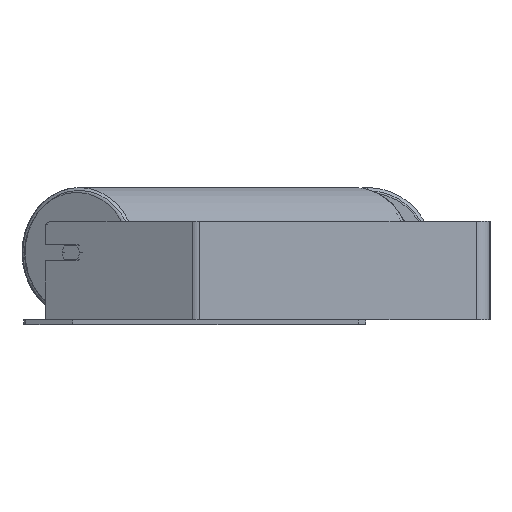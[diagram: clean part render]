
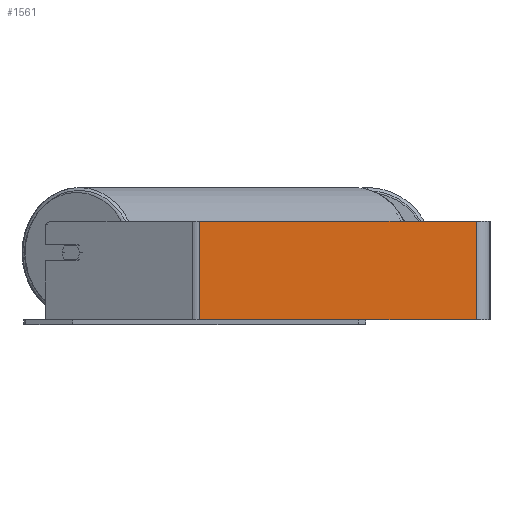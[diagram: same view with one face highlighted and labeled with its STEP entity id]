
A CAD part, left-side view. The second image highlights one B-rep face of the part: STEP entity #1561.
In plain terms, the highlighted planar face has unit normal (-1, 0, 0).
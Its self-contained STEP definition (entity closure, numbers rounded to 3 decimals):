
#10 = LINE ( 'NONE', #694, #2817 ) ;
#579 = EDGE_CURVE ( 'NONE', #8364, #5520, #8070, .T. ) ;
#694 = CARTESIAN_POINT ( 'NONE',  ( -900., 295.75, 50. ) ) ;
#943 = DIRECTION ( 'NONE',  ( 1., 0., 0. ) ) ;
#1294 = EDGE_CURVE ( 'NONE', #5592, #5520, #9092, .T. ) ;
#1561 = ADVANCED_FACE ( 'NONE', ( #3800 ), #2368, .F. ) ;
#2349 = CARTESIAN_POINT ( 'NONE',  ( -900., 14., 50. ) ) ;
#2368 = PLANE ( 'NONE',  #9382 ) ;
#2727 = VECTOR ( 'NONE', #3152, 1000. ) ;
#2812 = CARTESIAN_POINT ( 'NONE',  ( -900., 299.502, -50. ) ) ;
#2817 = VECTOR ( 'NONE', #5014, 1000. ) ;
#2827 = EDGE_CURVE ( 'NONE', #7040, #8364, #6246, .T. ) ;
#3117 = ORIENTED_EDGE ( 'NONE', *, *, #1294, .T. ) ;
#3152 = DIRECTION ( 'NONE',  ( 0., 0., -1. ) ) ;
#3800 = FACE_OUTER_BOUND ( 'NONE', #4515, .T. ) ;
#4166 = ORIENTED_EDGE ( 'NONE', *, *, #579, .F. ) ;
#4231 = CARTESIAN_POINT ( 'NONE',  ( -900., 299.502, 50. ) ) ;
#4515 = EDGE_LOOP ( 'NONE', ( #3117, #4166, #8618, #5125 ) ) ;
#4615 = EDGE_CURVE ( 'NONE', #7040, #5592, #10, .T. ) ;
#4988 = DIRECTION ( 'NONE',  ( 0., -1., 0. ) ) ;
#5014 = DIRECTION ( 'NONE',  ( 0., 0., -1. ) ) ;
#5125 = ORIENTED_EDGE ( 'NONE', *, *, #4615, .T. ) ;
#5269 = CARTESIAN_POINT ( 'NONE',  ( -900., 299.502, 50. ) ) ;
#5306 = VECTOR ( 'NONE', #4988, 1000. ) ;
#5520 = VERTEX_POINT ( 'NONE', #6880 ) ;
#5592 = VERTEX_POINT ( 'NONE', #7782 ) ;
#6246 = LINE ( 'NONE', #4231, #6999 ) ;
#6345 = DIRECTION ( 'NONE',  ( 0., -1., 0. ) ) ;
#6811 = DIRECTION ( 'NONE',  ( 0., 0., -1. ) ) ;
#6880 = CARTESIAN_POINT ( 'NONE',  ( -900., 14., -50. ) ) ;
#6999 = VECTOR ( 'NONE', #6345, 1000. ) ;
#7040 = VERTEX_POINT ( 'NONE', #8484 ) ;
#7782 = CARTESIAN_POINT ( 'NONE',  ( -900., 295.75, -50. ) ) ;
#8070 = LINE ( 'NONE', #2349, #2727 ) ;
#8364 = VERTEX_POINT ( 'NONE', #9205 ) ;
#8484 = CARTESIAN_POINT ( 'NONE',  ( -900., 295.75, 50. ) ) ;
#8618 = ORIENTED_EDGE ( 'NONE', *, *, #2827, .F. ) ;
#9092 = LINE ( 'NONE', #2812, #5306 ) ;
#9205 = CARTESIAN_POINT ( 'NONE',  ( -900., 14., 50. ) ) ;
#9382 = AXIS2_PLACEMENT_3D ( 'NONE', #5269, #943, #6811 ) ;
